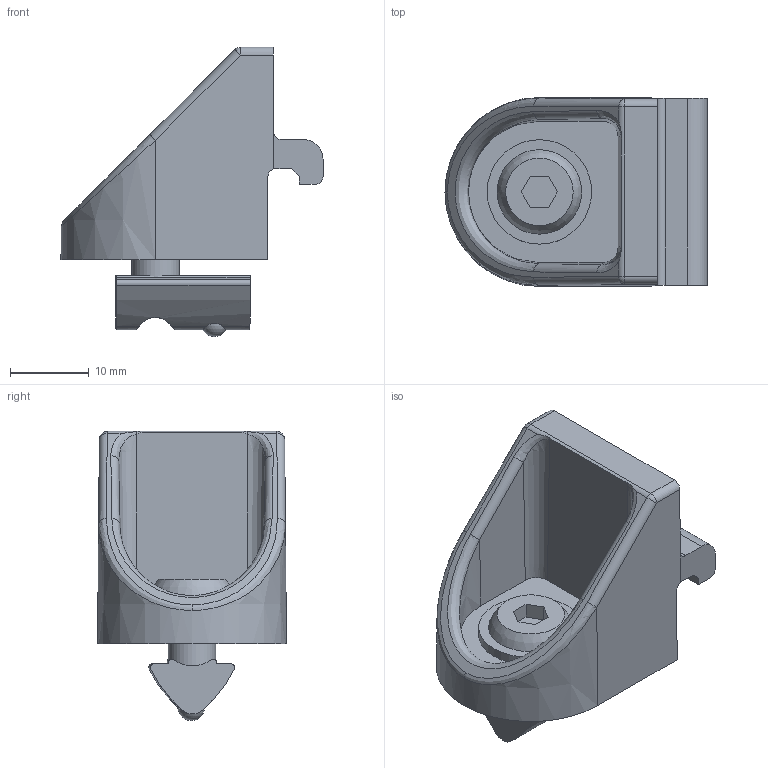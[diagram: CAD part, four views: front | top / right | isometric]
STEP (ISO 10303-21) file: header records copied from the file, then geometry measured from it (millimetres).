
FILE_DESCRIPTION(/* description */ ('KriTec Klemmwinkel 6 Satz'),/* implementation_level */ '2;1');
FILE_NAME(/* name */ '10451_KriTec_Klemmwinkel_6_Satz.stp',/* time_stamp */ '2020-01-07T14:05:45+01:00',/* author */ ('Nell'),/* organization */ (''),/* preprocessor_version */ 'ST-DEVELOPER v17',/* originating_system */ 'Autodesk Inventor 2018',/* authorisation */ '');
FILE_SCHEMA (('AUTOMOTIVE_DESIGN { 1 0 10303 214 3 1 1 }'));
Length unit declared in the file: millimetre
Products named in the file (4): 10451; 10419; 11741; 10356
Assembly tree (3 placements, depth 2):
  10451
    10419
    11741
    10356
Bounding box: 33.3 x 24 x 36.75 mm (x, y, z)
Volume: 8425.4 mm3; surface area: 5317.8 mm2
Topology: 3 solids, 3 shells, 86 faces, 234 edges, 154 vertices
Faces by surface type: plane 43, cylinder 26, bspline 7, cone 5, sphere 4, torus 1
Full cylindrical faces by diameter (mm): 4.917 x1, 6 x1, 7 x1, 13.27 x1
Entity records: 4355 total; most frequent: CARTESIAN_POINT 1973, ORIENTED_EDGE 466, DIRECTION 454, EDGE_CURVE 233, AXIS2_PLACEMENT_3D 163, VERTEX_POINT 154, LINE 128, VECTOR 128
